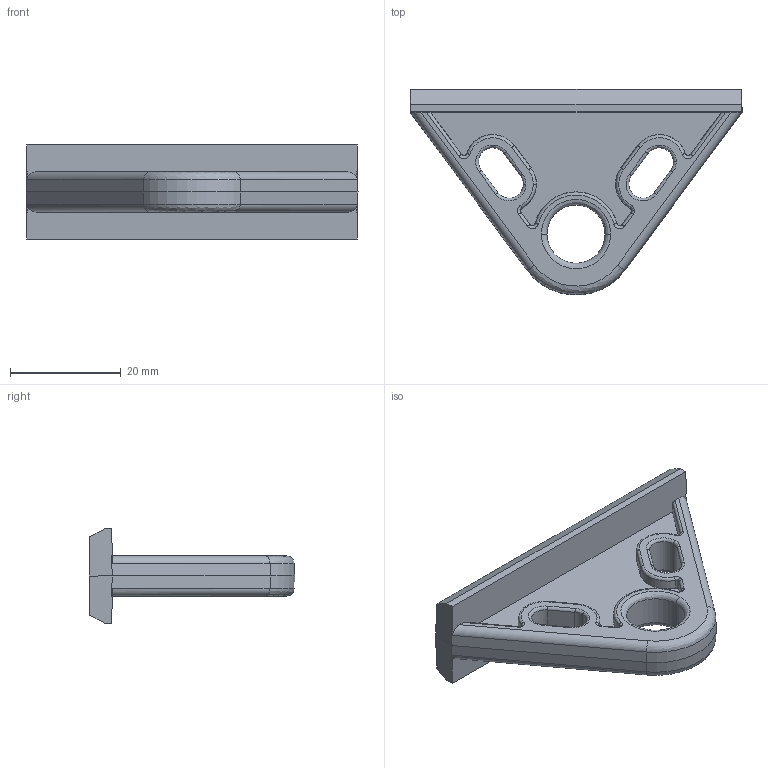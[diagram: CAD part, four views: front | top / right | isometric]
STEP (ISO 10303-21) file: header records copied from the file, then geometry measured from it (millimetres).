
FILE_DESCRIPTION (( 'STEP AP203' ), '1' );
FILE_NAME ('151273.step', '2024-09-12T19:58:27', ( '' ), ( '' ), 'SwSTEP 2.0', 'SolidWorks 2023', '' );
FILE_SCHEMA (( 'CONFIG_CONTROL_DESIGN' ));
Length unit declared in the file: inch
Products named in the file (1): 151273
Bounding box: 60 x 37.16 x 17 mm (x, y, z)
Volume: 8965.1 mm3; surface area: 5730.1 mm2
Topology: 1 solids, 1 shells, 146 faces, 365 edges, 221 vertices
Faces by surface type: bspline 44, plane 40, cylinder 32, cone 30
Entity records: 5310 total; most frequent: CARTESIAN_POINT 1953, ORIENTED_EDGE 730, DIRECTION 661, EDGE_CURVE 365, AXIS2_PLACEMENT_3D 245, VERTEX_POINT 221, LINE 171, VECTOR 171
